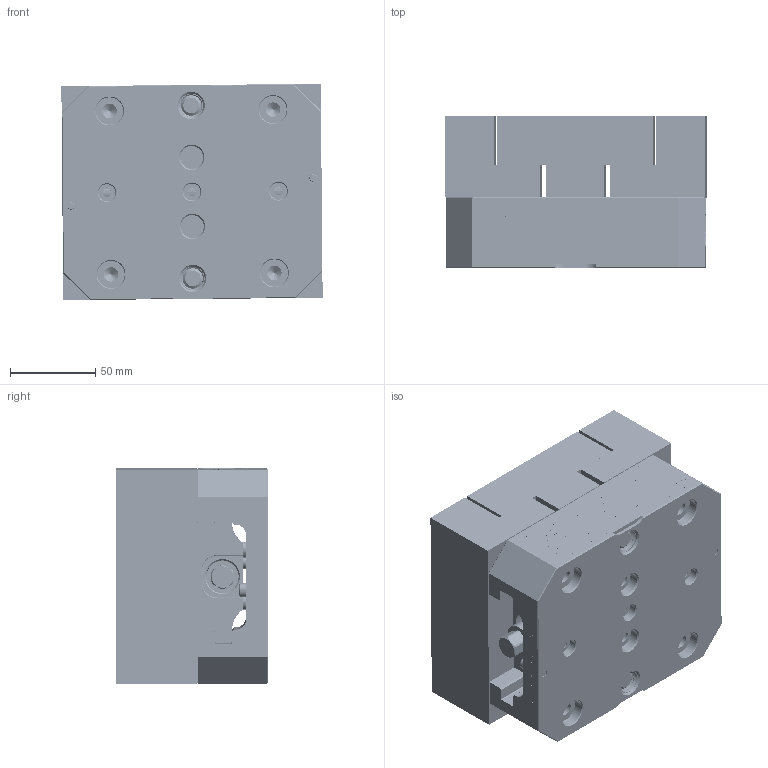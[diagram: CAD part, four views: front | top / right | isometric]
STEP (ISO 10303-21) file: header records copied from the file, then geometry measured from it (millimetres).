
FILE_DESCRIPTION (( 'STEP AP214' ), '1' );
FILE_NAME ('DV56-J2.STEP', '2019-05-06T17:49:09', ( '' ), ( '' ), 'SwSTEP 2.0', 'SolidWorks 2018', '' );
FILE_SCHEMA (( 'AUTOMOTIVE_DESIGN' ));
Length unit declared in the file: inch
Products named in the file (19): DV56-J2; 76384_91290A233; EZ LOK M12-1.75; DV56-MJF; HW.BASE.PLUG_90278A411; V562M-4_V56124-4; V562M-2L_V562M-2L; DV5 Friction Pin; DV5-Spring_DEFAULT; Extended Set Screw_92775A312; DV56-MJM; 76300_DEFAULT; M8X12_DEFAULT; V562M-2RDV_V562M-2RDV; LP8_LP8; .0875X.75_8491A501; M6X1.0; DV56-1_V562DV-1
Assembly tree (33 placements, depth 3):
  DV56-J2
    DV56-1_V562DV-1
    M6X1.0  x3
    .0875X.75_8491A501  x2
    LP8_LP8  x2
    V562M-2RDV_V562M-2RDV
    M8X12_DEFAULT  x4
    76300_DEFAULT  x4
    DV56-MJM  x2
    DV5 Friction Pin  x2
      DV5 Friction Pin
      Extended Set Screw_92775A312
      DV5-Spring_DEFAULT
    V562M-2L_V562M-2L
    V562M-4_V56124-4
    HW.BASE.PLUG_90278A411  x2
    DV56-MJF
    EZ LOK M12-1.75  x2
    76384_91290A233  x2
Bounding box: 153.49 x 89.03 x 127.05 mm (x, y, z)
Volume: 1441769.1 mm3; surface area: 261094.4 mm2
Topology: 34 solids, 34 shells, 3804 faces, 10079 edges, 6584 vertices
Faces by surface type: plane 1727, cylinder 973, bspline 751, cone 317, torus 20, sphere 16
Entity records: 178966 total; most frequent: CARTESIAN_POINT 84279, ORIENTED_EDGE 15742, DIRECTION 11095, EDGE_CURVE 7871, VERTEX_POINT 5178, VECTOR 5155, LINE 5155, EDGE_LOOP 3287
